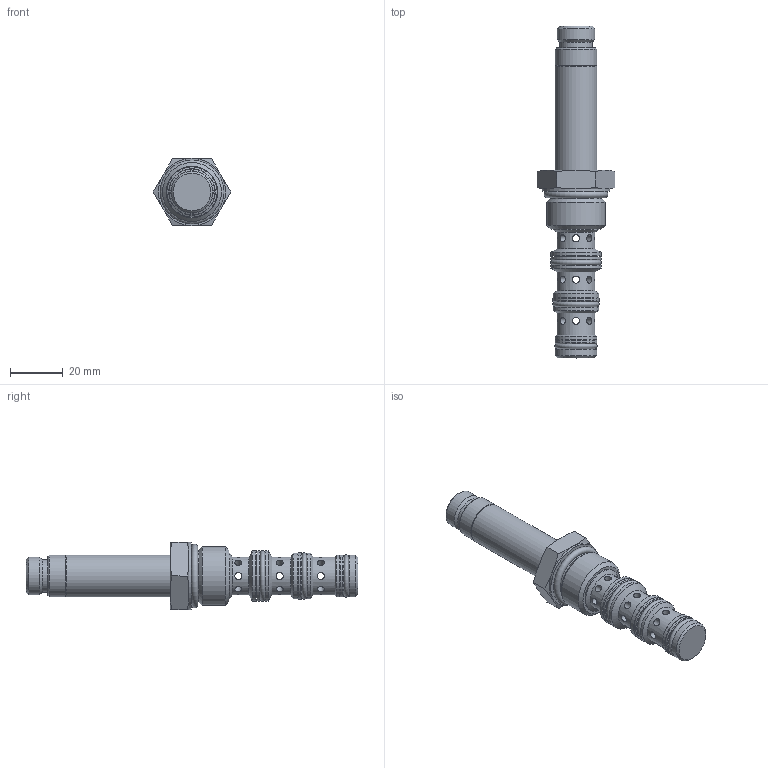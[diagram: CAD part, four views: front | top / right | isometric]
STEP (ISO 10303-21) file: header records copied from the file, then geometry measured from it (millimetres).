
FILE_DESCRIPTION((''),'2;1');
FILE_NAME('dsv2-100-4co-n_10186-28_RC.stp','2012-05-25T14:10:40',('mmartin'),(''),'Autodesk Inventor 2010','Autodesk Inventor 2010','');
FILE_SCHEMA(('AUTOMOTIVE_DESIGN { 1 0 10303 214 1 1 1 1 }'));
Length unit declared in the file: inch
Products named in the file (1): 10186-28_Shrinkwrap
Bounding box: 29.33 x 125.48 x 25.4 mm (x, y, z)
Volume: 28814.5 mm3; surface area: 10836.9 mm2
Topology: 4 solids, 4 shells, 115 faces, 287 edges, 161 vertices
Faces by surface type: cylinder 54, cone 32, plane 16, torus 10, bspline 3
Full cylindrical faces by diameter (mm): 2.692 x24, 12.395 x1, 13.056 x2, 13.157 x1, 14.275 x3, 14.288 x1, 14.63 x2, 14.732 x1, 15.723 x1, 15.764 x2, 15.85 x1, 15.875 x1, 16.231 x2, 16.332 x1, 17.374 x3, 17.463 x1, 18.974 x2, 19.05 x1, 19.622 x2, 22.225 x1, 25.4 x1
Entity records: 3524 total; most frequent: CARTESIAN_POINT 1323, DIRECTION 446, ORIENTED_EDGE 322, EDGE_LOOP 234, AXIS2_PLACEMENT_3D 220, EDGE_CURVE 161, VERTEX_POINT 125, FACE_BOUND 119
